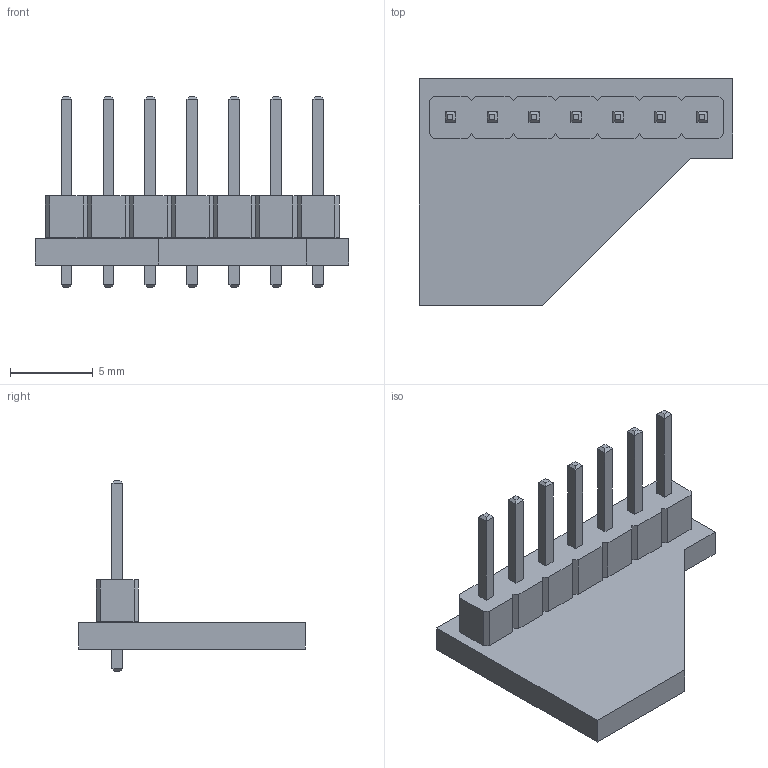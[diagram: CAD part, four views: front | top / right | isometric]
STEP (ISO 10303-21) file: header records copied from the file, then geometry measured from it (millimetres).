
FILE_DESCRIPTION(('KiCad electronic assembly'),'2;1');
FILE_NAME('QWIIC STM32 breakout.step','2024-08-10T13:06:04',('Pcbnew'),( 'Kicad'),'Open CASCADE STEP processor 7.7','KiCad to STEP converter' ,'Unknown');
FILE_SCHEMA(('AUTOMOTIVE_DESIGN { 1 0 10303 214 1 1 1 1 }'));
Length unit declared in the file: millimetre
Products named in the file (4): QWIIC STM32 breakout 1; PinHeader_1x07_P2.54mm_Vertical; PinHeader_1x07_P254mm_Vertical; QWIIC STM32 breakout_PCB
Assembly tree (3 placements, depth 3):
  QWIIC STM32 breakout 1
    PinHeader_1x07_P2.54mm_Vertical
      PinHeader_1x07_P254mm_Vertical
    QWIIC STM32 breakout_PCB
Bounding box: 19 x 13.7 x 11.54 mm (x, y, z)
Volume: 448.9 mm3; surface area: 859.2 mm2
Topology: 2 solids, 2 shells, 184 faces, 442 edges, 276 vertices
Faces by surface type: plane 180, cylinder 4
Full cylindrical faces by diameter (mm): 1 x4
Entity records: 6460 total; most frequent: CARTESIAN_POINT 906, ORIENTED_EDGE 884, DIRECTION 826, EDGE_CURVE 442, LINE 434, VECTOR 434, VERTEX_POINT 276, FACE_BOUND 206
